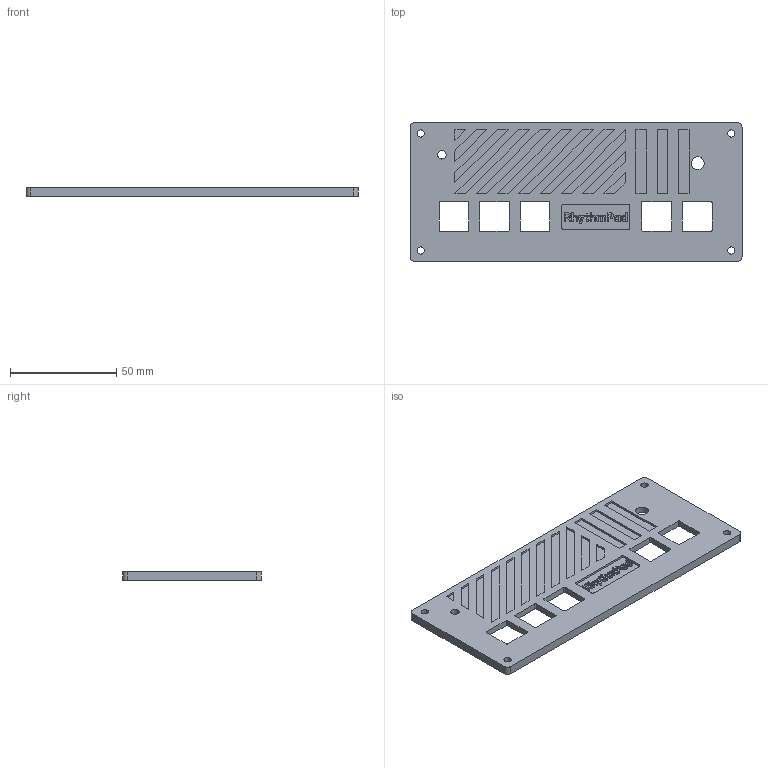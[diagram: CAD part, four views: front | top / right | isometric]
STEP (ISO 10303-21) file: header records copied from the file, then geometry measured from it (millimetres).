
FILE_DESCRIPTION(/* description */ (''),/* implementation_level */ '2;1');
FILE_NAME(/* name */ 'RhythmPad Top.step',/* time_stamp */ '2025-12-22T16:58:47Z',/* author */ (''),/* organization */ (''),/* preprocessor_version */ 'ST-DEVELOPER v20.1',/* originating_system */ 'Autodesk Translation Framework v14.21.0.0',/* authorisation */ '');
FILE_SCHEMA (('AUTOMOTIVE_DESIGN { 1 0 10303 214 3 1 1 }'));
Length unit declared in the file: millimetre
Products named in the file (1): 2025-12-22-14-25-33-200
Bounding box: 156 x 65 x 4.2 mm (x, y, z)
Volume: 29812.8 mm3; surface area: 22783 mm2
Topology: 1 solids, 1 shells, 474 faces, 1330 edges, 886 vertices
Faces by surface type: bspline 268, plane 172, cylinder 34
Full cylindrical faces by diameter (mm): 3.4 x4, 4 x1, 6 x1
Entity records: 17736 total; most frequent: CARTESIAN_POINT 7244, ORIENTED_EDGE 2652, EDGE_CURVE 1326, DIRECTION 1271, VERTEX_POINT 884, LINE 721, VECTOR 721, B_SPLINE_CURVE_WITH_KNOTS 537
